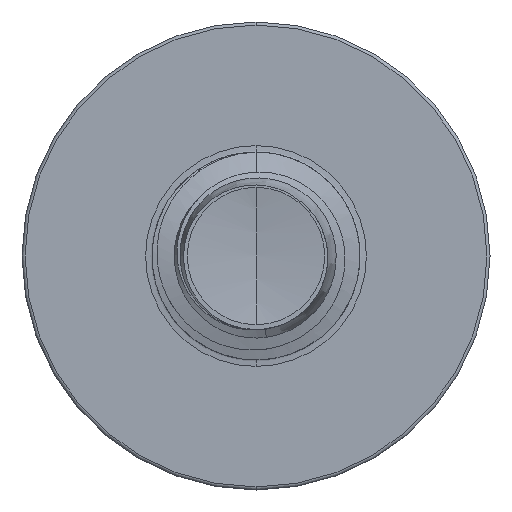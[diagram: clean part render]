
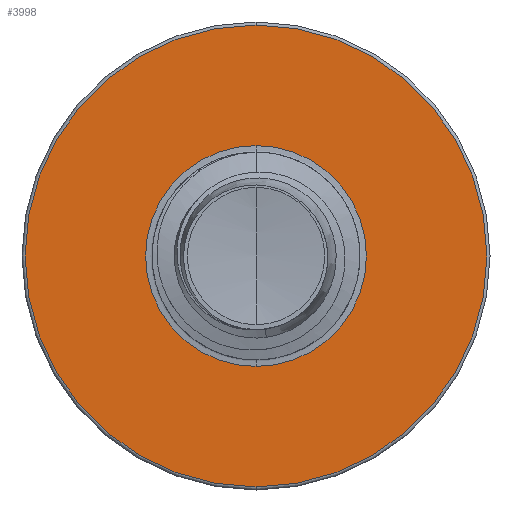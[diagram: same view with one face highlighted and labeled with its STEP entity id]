
A CAD part, front view. The second image highlights one B-rep face of the part: STEP entity #3998.
In plain terms, the highlighted planar face has unit normal (0, -1, 0).
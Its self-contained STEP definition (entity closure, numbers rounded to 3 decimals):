
#29 = VERTEX_POINT ( 'NONE', #7193 ) ;
#394 = EDGE_CURVE ( 'NONE', #15690, #4403, #13642, .T. ) ;
#2582 = CIRCLE ( 'NONE', #5611, 6.66 ) ;
#2737 = AXIS2_PLACEMENT_3D ( 'NONE', #10315, #9866, #9796 ) ;
#3168 = CARTESIAN_POINT ( 'NONE',  ( 0., 8.5, 0. ) ) ;
#3373 = EDGE_LOOP ( 'NONE', ( #13548, #10979 ) ) ;
#3408 = EDGE_CURVE ( 'NONE', #4403, #15690, #2582, .T. ) ;
#3601 = EDGE_CURVE ( 'NONE', #29, #8832, #16361, .T. ) ;
#3625 = CARTESIAN_POINT ( 'NONE',  ( 0., 8.5, -3.186 ) ) ;
#3998 = ADVANCED_FACE ( 'NONE', ( #9999, #8427 ), #7510, .F. ) ;
#4403 = VERTEX_POINT ( 'NONE', #7766 ) ;
#4432 = AXIS2_PLACEMENT_3D ( 'NONE', #3168, #12200, #4542 ) ;
#4542 = DIRECTION ( 'NONE',  ( 0., 0., 1. ) ) ;
#4844 = AXIS2_PLACEMENT_3D ( 'NONE', #3625, #6311, #15049 ) ;
#5094 = EDGE_CURVE ( 'NONE', #8832, #29, #6861, .T. ) ;
#5338 = DIRECTION ( 'NONE',  ( 0., 1., 0. ) ) ;
#5427 = AXIS2_PLACEMENT_3D ( 'NONE', #13115, #5514, #14330 ) ;
#5514 = DIRECTION ( 'NONE',  ( 0., 1., 0. ) ) ;
#5611 = AXIS2_PLACEMENT_3D ( 'NONE', #12962, #5338, #14178 ) ;
#6311 = DIRECTION ( 'NONE',  ( 0., 1., 0. ) ) ;
#6861 = CIRCLE ( 'NONE', #4432, 3.186 ) ;
#7193 = CARTESIAN_POINT ( 'NONE',  ( 0., 8.5, 3.186 ) ) ;
#7510 = PLANE ( 'NONE',  #4844 ) ;
#7766 = CARTESIAN_POINT ( 'NONE',  ( 0., 8.5, 6.66 ) ) ;
#8427 = FACE_BOUND ( 'NONE', #3373, .T. ) ;
#8832 = VERTEX_POINT ( 'NONE', #16537 ) ;
#9796 = DIRECTION ( 'NONE',  ( 0., 0., 1. ) ) ;
#9866 = DIRECTION ( 'NONE',  ( 0., 1., 0. ) ) ;
#9999 = FACE_OUTER_BOUND ( 'NONE', #13788, .T. ) ;
#10112 = ORIENTED_EDGE ( 'NONE', *, *, #394, .F. ) ;
#10315 = CARTESIAN_POINT ( 'NONE',  ( 0., 8.5, 0. ) ) ;
#10979 = ORIENTED_EDGE ( 'NONE', *, *, #5094, .T. ) ;
#11420 = ORIENTED_EDGE ( 'NONE', *, *, #3408, .F. ) ;
#12200 = DIRECTION ( 'NONE',  ( 0., 1., 0. ) ) ;
#12311 = CARTESIAN_POINT ( 'NONE',  ( 0., 8.5, -6.66 ) ) ;
#12962 = CARTESIAN_POINT ( 'NONE',  ( 0., 8.5, 0. ) ) ;
#13115 = CARTESIAN_POINT ( 'NONE',  ( 0., 8.5, 0. ) ) ;
#13548 = ORIENTED_EDGE ( 'NONE', *, *, #3601, .T. ) ;
#13642 = CIRCLE ( 'NONE', #2737, 6.66 ) ;
#13788 = EDGE_LOOP ( 'NONE', ( #11420, #10112 ) ) ;
#14178 = DIRECTION ( 'NONE',  ( 0., 0., 1. ) ) ;
#14330 = DIRECTION ( 'NONE',  ( 0., 0., 1. ) ) ;
#15049 = DIRECTION ( 'NONE',  ( 0., 0., 1. ) ) ;
#15690 = VERTEX_POINT ( 'NONE', #12311 ) ;
#16361 = CIRCLE ( 'NONE', #5427, 3.186 ) ;
#16537 = CARTESIAN_POINT ( 'NONE',  ( 0., 8.5, -3.186 ) ) ;
